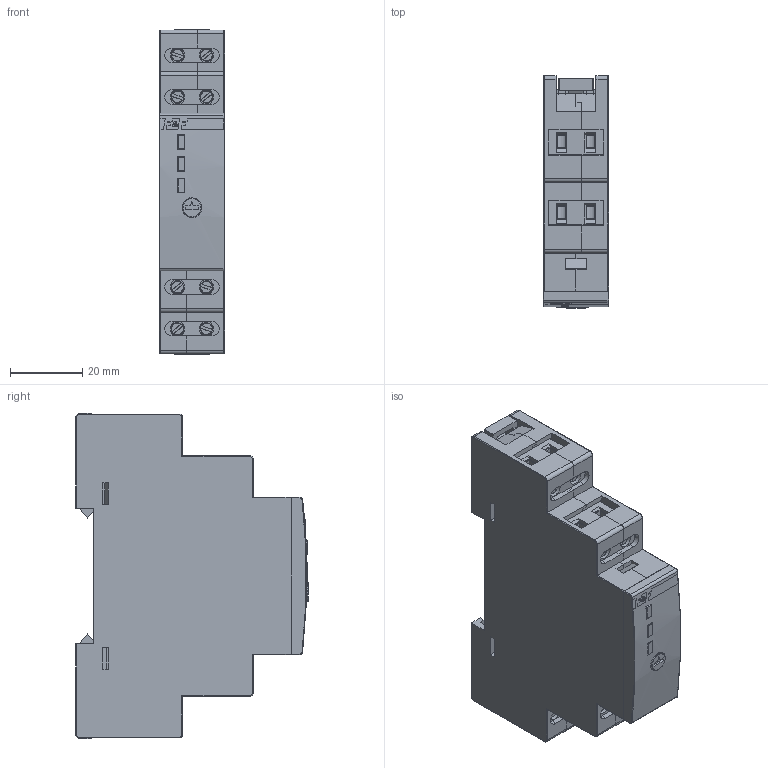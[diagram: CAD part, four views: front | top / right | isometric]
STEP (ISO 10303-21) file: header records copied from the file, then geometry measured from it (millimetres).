
FILE_DESCRIPTION(('STEP AP242'), '1');
FILE_NAME('CZF-312 ñáîðêà', '', ('UNSPECIFIED'), ('UNSPECIFIED'), 'C3D Converter', 'C3D Toolkit', '');
FILE_SCHEMA(('AP242_MANAGED_MODEL_BASED_3D_ENGINEERING_MIM_LF { 1 0 10303 442 1 1 4 }'));
Length unit declared in the file: millimetre
Assembly tree (16 placements, depth 3):
  (unnamed)
    (unnamed)  x2
    (unnamed)  x4
      (unnamed)
    (unnamed)
      (unnamed)
    (unnamed)  x3
    (unnamed)  x2
    (unnamed)
Bounding box: 18.02 x 64.25 x 90 mm (x, y, z)
Volume: 28437.2 mm3; surface area: 37280.9 mm2
Topology: 33 solids, 33 shells, 1099 faces, 2877 edges, 1846 vertices
Faces by surface type: plane 830, cylinder 121, extrusion 84, cone 33, torus 19, sphere 12
Full cylindrical faces by diameter (mm): 2 x8, 4 x8, 5.5 x1, 6.5 x1
Entity records: 19924 total; most frequent: CARTESIAN_POINT 3848, ORIENTED_EDGE 3054, DIRECTION 2594, EDGE_CURVE 1527, VECTOR 1268, LINE 1184, VERTEX_POINT 1002, AXIS2_PLACEMENT_3D 663
